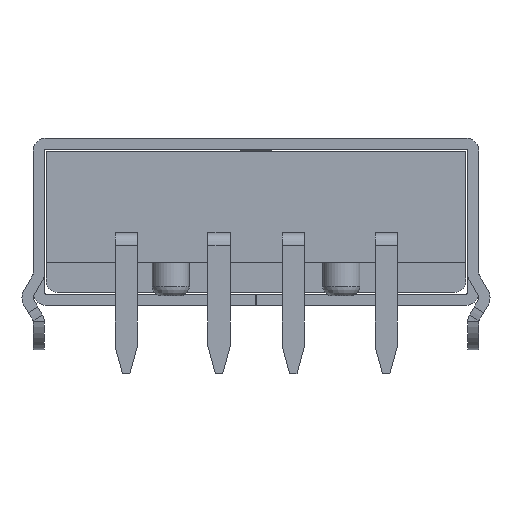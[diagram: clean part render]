
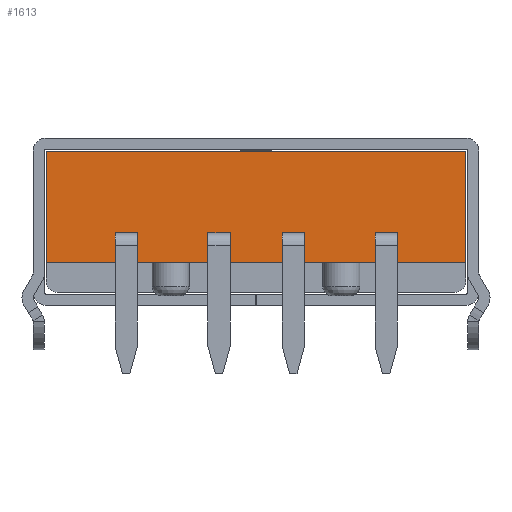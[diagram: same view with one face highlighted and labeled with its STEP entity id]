
A CAD part, left-side view. The second image highlights one B-rep face of the part: STEP entity #1613.
In plain terms, the highlighted planar face has unit normal (-1, 0, 0).
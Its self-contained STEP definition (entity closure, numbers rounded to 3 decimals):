
#1613 = ADVANCED_FACE('',(#1614,#1648,#1682,#1716,#1750),#1784,.T.);
#1614 = FACE_BOUND('',#1615,.T.);
#1615 = EDGE_LOOP('',(#1616,#1626,#1634,#1642));
#1616 = ORIENTED_EDGE('',*,*,#1617,.F.);
#1617 = EDGE_CURVE('',#1618,#1620,#1622,.T.);
#1618 = VERTEX_POINT('',#1619);
#1619 = CARTESIAN_POINT('',(-1.3,-5.625,3.05));
#1620 = VERTEX_POINT('',#1621);
#1621 = CARTESIAN_POINT('',(-1.3,-5.625,0.05));
#1622 = LINE('',#1623,#1624);
#1623 = CARTESIAN_POINT('',(-1.3,-5.625,0.05));
#1624 = VECTOR('',#1625,1.);
#1625 = DIRECTION('',(0.,0.,-1.));
#1626 = ORIENTED_EDGE('',*,*,#1627,.T.);
#1627 = EDGE_CURVE('',#1618,#1628,#1630,.T.);
#1628 = VERTEX_POINT('',#1629);
#1629 = CARTESIAN_POINT('',(-1.3,5.675,3.05));
#1630 = LINE('',#1631,#1632);
#1631 = CARTESIAN_POINT('',(-1.3,3.82,3.05));
#1632 = VECTOR('',#1633,1.);
#1633 = DIRECTION('',(0.,1.,0.));
#1634 = ORIENTED_EDGE('',*,*,#1635,.F.);
#1635 = EDGE_CURVE('',#1636,#1628,#1638,.T.);
#1636 = VERTEX_POINT('',#1637);
#1637 = CARTESIAN_POINT('',(-1.3,5.675,0.05));
#1638 = LINE('',#1639,#1640);
#1639 = CARTESIAN_POINT('',(-1.3,5.675,0.05));
#1640 = VECTOR('',#1641,1.);
#1641 = DIRECTION('',(0.,0.,1.));
#1642 = ORIENTED_EDGE('',*,*,#1643,.T.);
#1643 = EDGE_CURVE('',#1636,#1620,#1644,.T.);
#1644 = LINE('',#1645,#1646);
#1645 = CARTESIAN_POINT('',(-1.3,3.82,0.05));
#1646 = VECTOR('',#1647,1.);
#1647 = DIRECTION('',(0.,-1.,0.));
#1648 = FACE_BOUND('',#1649,.T.);
#1649 = EDGE_LOOP('',(#1650,#1660,#1668,#1676));
#1650 = ORIENTED_EDGE('',*,*,#1651,.T.);
#1651 = EDGE_CURVE('',#1652,#1654,#1656,.T.);
#1652 = VERTEX_POINT('',#1653);
#1653 = CARTESIAN_POINT('',(-1.3,0.72,0.6));
#1654 = VERTEX_POINT('',#1655);
#1655 = CARTESIAN_POINT('',(-1.3,1.32,0.6));
#1656 = LINE('',#1657,#1658);
#1657 = CARTESIAN_POINT('',(-1.3,3.82,0.6));
#1658 = VECTOR('',#1659,1.);
#1659 = DIRECTION('',(0.,1.,0.));
#1660 = ORIENTED_EDGE('',*,*,#1661,.T.);
#1661 = EDGE_CURVE('',#1654,#1662,#1664,.T.);
#1662 = VERTEX_POINT('',#1663);
#1663 = CARTESIAN_POINT('',(-1.3,1.32,0.85));
#1664 = LINE('',#1665,#1666);
#1665 = CARTESIAN_POINT('',(-1.3,1.32,0.6));
#1666 = VECTOR('',#1667,1.);
#1667 = DIRECTION('',(0.,0.,1.));
#1668 = ORIENTED_EDGE('',*,*,#1669,.T.);
#1669 = EDGE_CURVE('',#1662,#1670,#1672,.T.);
#1670 = VERTEX_POINT('',#1671);
#1671 = CARTESIAN_POINT('',(-1.3,0.72,0.85));
#1672 = LINE('',#1673,#1674);
#1673 = CARTESIAN_POINT('',(-1.3,3.82,0.85));
#1674 = VECTOR('',#1675,1.);
#1675 = DIRECTION('',(0.,-1.,0.));
#1676 = ORIENTED_EDGE('',*,*,#1677,.F.);
#1677 = EDGE_CURVE('',#1652,#1670,#1678,.T.);
#1678 = LINE('',#1679,#1680);
#1679 = CARTESIAN_POINT('',(-1.3,0.72,-2.2));
#1680 = VECTOR('',#1681,1.);
#1681 = DIRECTION('',(0.,0.,1.));
#1682 = FACE_BOUND('',#1683,.T.);
#1683 = EDGE_LOOP('',(#1684,#1694,#1702,#1710));
#1684 = ORIENTED_EDGE('',*,*,#1685,.T.);
#1685 = EDGE_CURVE('',#1686,#1688,#1690,.T.);
#1686 = VERTEX_POINT('',#1687);
#1687 = CARTESIAN_POINT('',(-1.3,-0.68,0.6));
#1688 = VERTEX_POINT('',#1689);
#1689 = CARTESIAN_POINT('',(-1.3,-0.68,0.85));
#1690 = LINE('',#1691,#1692);
#1691 = CARTESIAN_POINT('',(-1.3,-0.68,0.6));
#1692 = VECTOR('',#1693,1.);
#1693 = DIRECTION('',(0.,0.,1.));
#1694 = ORIENTED_EDGE('',*,*,#1695,.T.);
#1695 = EDGE_CURVE('',#1688,#1696,#1698,.T.);
#1696 = VERTEX_POINT('',#1697);
#1697 = CARTESIAN_POINT('',(-1.3,-1.28,
    0.85));
#1698 = LINE('',#1699,#1700);
#1699 = CARTESIAN_POINT('',(-1.3,3.82,0.85));
#1700 = VECTOR('',#1701,1.);
#1701 = DIRECTION('',(0.,-1.,0.));
#1702 = ORIENTED_EDGE('',*,*,#1703,.F.);
#1703 = EDGE_CURVE('',#1704,#1696,#1706,.T.);
#1704 = VERTEX_POINT('',#1705);
#1705 = CARTESIAN_POINT('',(-1.3,-1.28,
    0.6));
#1706 = LINE('',#1707,#1708);
#1707 = CARTESIAN_POINT('',(-1.3,-1.28,
    -2.2));
#1708 = VECTOR('',#1709,1.);
#1709 = DIRECTION('',(0.,0.,1.));
#1710 = ORIENTED_EDGE('',*,*,#1711,.T.);
#1711 = EDGE_CURVE('',#1704,#1686,#1712,.T.);
#1712 = LINE('',#1713,#1714);
#1713 = CARTESIAN_POINT('',(-1.3,3.82,0.6));
#1714 = VECTOR('',#1715,1.);
#1715 = DIRECTION('',(0.,1.,0.));
#1716 = FACE_BOUND('',#1717,.T.);
#1717 = EDGE_LOOP('',(#1718,#1728,#1736,#1744));
#1718 = ORIENTED_EDGE('',*,*,#1719,.T.);
#1719 = EDGE_CURVE('',#1720,#1722,#1724,.T.);
#1720 = VERTEX_POINT('',#1721);
#1721 = CARTESIAN_POINT('',(-1.3,-3.18,0.6));
#1722 = VERTEX_POINT('',#1723);
#1723 = CARTESIAN_POINT('',(-1.3,-3.18,0.85));
#1724 = LINE('',#1725,#1726);
#1725 = CARTESIAN_POINT('',(-1.3,-3.18,0.6));
#1726 = VECTOR('',#1727,1.);
#1727 = DIRECTION('',(0.,0.,1.));
#1728 = ORIENTED_EDGE('',*,*,#1729,.T.);
#1729 = EDGE_CURVE('',#1722,#1730,#1732,.T.);
#1730 = VERTEX_POINT('',#1731);
#1731 = CARTESIAN_POINT('',(-1.3,-3.78,
    0.85));
#1732 = LINE('',#1733,#1734);
#1733 = CARTESIAN_POINT('',(-1.3,3.82,0.85));
#1734 = VECTOR('',#1735,1.);
#1735 = DIRECTION('',(0.,-1.,0.));
#1736 = ORIENTED_EDGE('',*,*,#1737,.F.);
#1737 = EDGE_CURVE('',#1738,#1730,#1740,.T.);
#1738 = VERTEX_POINT('',#1739);
#1739 = CARTESIAN_POINT('',(-1.3,-3.78,
    0.6));
#1740 = LINE('',#1741,#1742);
#1741 = CARTESIAN_POINT('',(-1.3,-3.78,
    -2.2));
#1742 = VECTOR('',#1743,1.);
#1743 = DIRECTION('',(0.,0.,1.));
#1744 = ORIENTED_EDGE('',*,*,#1745,.T.);
#1745 = EDGE_CURVE('',#1738,#1720,#1746,.T.);
#1746 = LINE('',#1747,#1748);
#1747 = CARTESIAN_POINT('',(-1.3,3.82,0.6));
#1748 = VECTOR('',#1749,1.);
#1749 = DIRECTION('',(0.,1.,0.));
#1750 = FACE_BOUND('',#1751,.T.);
#1751 = EDGE_LOOP('',(#1752,#1762,#1770,#1778));
#1752 = ORIENTED_EDGE('',*,*,#1753,.T.);
#1753 = EDGE_CURVE('',#1754,#1756,#1758,.T.);
#1754 = VERTEX_POINT('',#1755);
#1755 = CARTESIAN_POINT('',(-1.3,3.22,0.6));
#1756 = VERTEX_POINT('',#1757);
#1757 = CARTESIAN_POINT('',(-1.3,3.82,0.6));
#1758 = LINE('',#1759,#1760);
#1759 = CARTESIAN_POINT('',(-1.3,3.82,0.6));
#1760 = VECTOR('',#1761,1.);
#1761 = DIRECTION('',(0.,1.,0.));
#1762 = ORIENTED_EDGE('',*,*,#1763,.T.);
#1763 = EDGE_CURVE('',#1756,#1764,#1766,.T.);
#1764 = VERTEX_POINT('',#1765);
#1765 = CARTESIAN_POINT('',(-1.3,3.82,0.85));
#1766 = LINE('',#1767,#1768);
#1767 = CARTESIAN_POINT('',(-1.3,3.82,0.6));
#1768 = VECTOR('',#1769,1.);
#1769 = DIRECTION('',(0.,0.,1.));
#1770 = ORIENTED_EDGE('',*,*,#1771,.T.);
#1771 = EDGE_CURVE('',#1764,#1772,#1774,.T.);
#1772 = VERTEX_POINT('',#1773);
#1773 = CARTESIAN_POINT('',(-1.3,3.22,0.85));
#1774 = LINE('',#1775,#1776);
#1775 = CARTESIAN_POINT('',(-1.3,3.82,0.85));
#1776 = VECTOR('',#1777,1.);
#1777 = DIRECTION('',(0.,-1.,0.));
#1778 = ORIENTED_EDGE('',*,*,#1779,.F.);
#1779 = EDGE_CURVE('',#1754,#1772,#1780,.T.);
#1780 = LINE('',#1781,#1782);
#1781 = CARTESIAN_POINT('',(-1.3,3.22,-2.2));
#1782 = VECTOR('',#1783,1.);
#1783 = DIRECTION('',(0.,0.,1.));
#1784 = PLANE('',#1785);
#1785 = AXIS2_PLACEMENT_3D('',#1786,#1787,#1788);
#1786 = CARTESIAN_POINT('',(-1.3,3.82,0.6));
#1787 = DIRECTION('',(-1.,0.,0.));
#1788 = DIRECTION('',(0.,-1.,0.));
